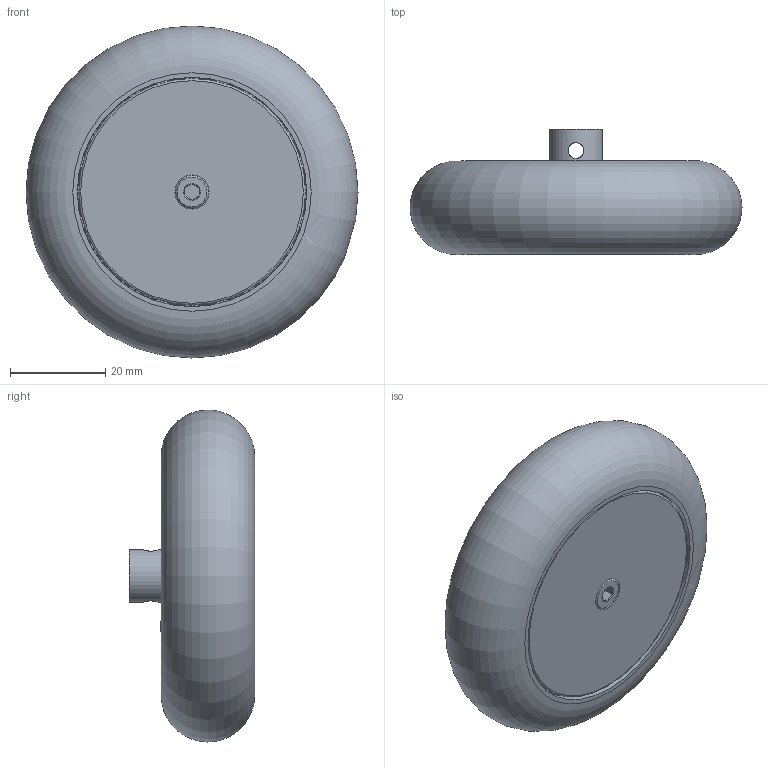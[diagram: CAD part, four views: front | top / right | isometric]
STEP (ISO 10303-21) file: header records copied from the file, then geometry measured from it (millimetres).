
FILE_DESCRIPTION(/* description */ (''),/* implementation_level */ '2;1');
FILE_NAME(/* name */ 'Wheel Assembly.step',/* time_stamp */ '2024-05-29T20:24:50-04:00',/* author */ (''),/* organization */ (''),/* preprocessor_version */ 'ST-DEVELOPER v20',/* originating_system */ 'Autodesk Translation Framework v13.14.0.145',/* authorisation */ '');
FILE_SCHEMA (('AUTOMOTIVE_DESIGN { 1 0 10303 214 3 1 1 }'));
Length unit declared in the file: millimetre
Products named in the file (6): 2.75 inch Traction Wheel; Small Wheel Tread; Motor Shaft - Wheel Coupler; 2.75 inch Traction Wheel NEW HUB; Small Wheel Hub; 91292A108_18-8 Stainless Steel Socket Head Screw
Assembly tree (5 placements, depth 3):
  2.75 inch Traction Wheel
    Small Wheel Tread
    Motor Shaft - Wheel Coupler
    2.75 inch Traction Wheel NEW HUB
      Small Wheel Hub
    91292A108_18-8 Stainless Steel Socket Head Screw
Bounding box: 69.85 x 26.38 x 69.85 mm (x, y, z)
Volume: 55630.8 mm3; surface area: 22113.5 mm2
Topology: 4 solids, 4 shells, 963 faces, 2393 edges, 1495 vertices
Faces by surface type: plane 377, cylinder 372, torus 102, bspline 98, cone 13, sphere 1
Full cylindrical faces by diameter (mm): 3.091 x10, 3.332 x3, 4 x11, 4.3 x1, 7 x1, 7.2 x1, 11 x1, 47.625 x2, 48.26 x2
Entity records: 37594 total; most frequent: CARTESIAN_POINT 14717, DIRECTION 4855, ORIENTED_EDGE 4782, EDGE_CURVE 2391, AXIS2_PLACEMENT_3D 1945, VERTEX_POINT 1495, CIRCLE 1068, EDGE_LOOP 1032
